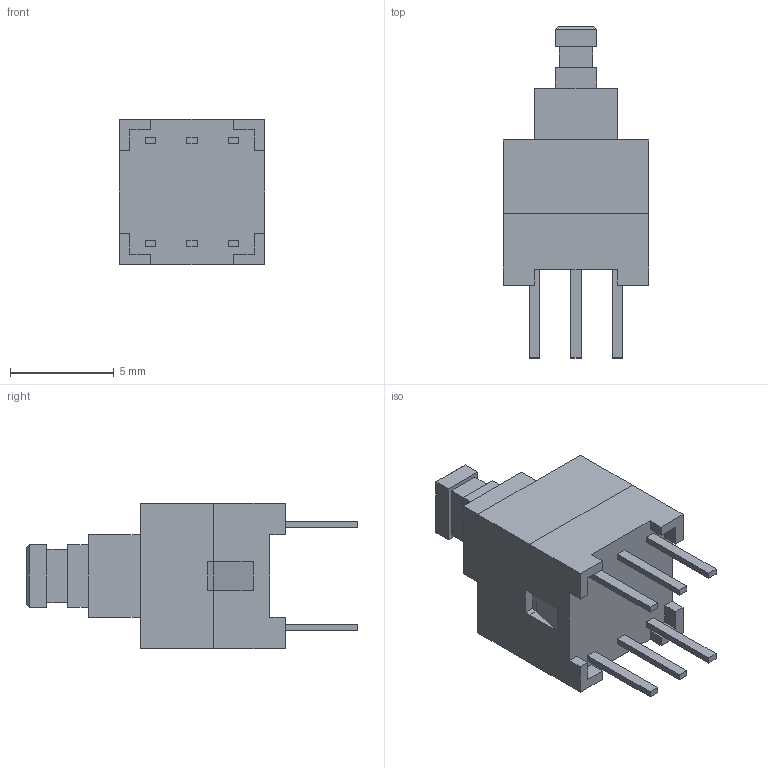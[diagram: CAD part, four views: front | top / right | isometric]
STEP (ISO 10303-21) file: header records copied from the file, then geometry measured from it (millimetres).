
FILE_DESCRIPTION(/* description */ (''),/* implementation_level */ '2;1');
FILE_NAME(/* name */ 'TL2230EEF100A',/* time_stamp */ '2025-06-26T22:41:23-06:00',/* author */ (''),/* organization */ (''),/* preprocessor_version */ 'ST-DEVELOPER v16.5',/* originating_system */ 'Rhino 7.22',/* authorisation */ '');
FILE_SCHEMA (('AUTOMOTIVE_DESIGN_CC2'));
Length unit declared in the file: millimetre
Products named in the file (1): Document
Bounding box: 7 x 16 x 7 mm (x, y, z)
Surface area: 688.3 mm2 (no closed solid volume)
Topology: 0 solids, 10 shells, 202 faces, 609 edges, 414 vertices
Faces by surface type: plane 201, cylinder 1
Entity records: 5883 total; most frequent: CARTESIAN_POINT 1845, ORIENTED_EDGE 1054, EDGE_CURVE 609, B_SPLINE_CURVE_WITH_KNOTS 606, VERTEX_POINT 414, EDGE_LOOP 215, DIRECTION 206, AXIS2_PLACEMENT_3D 204
